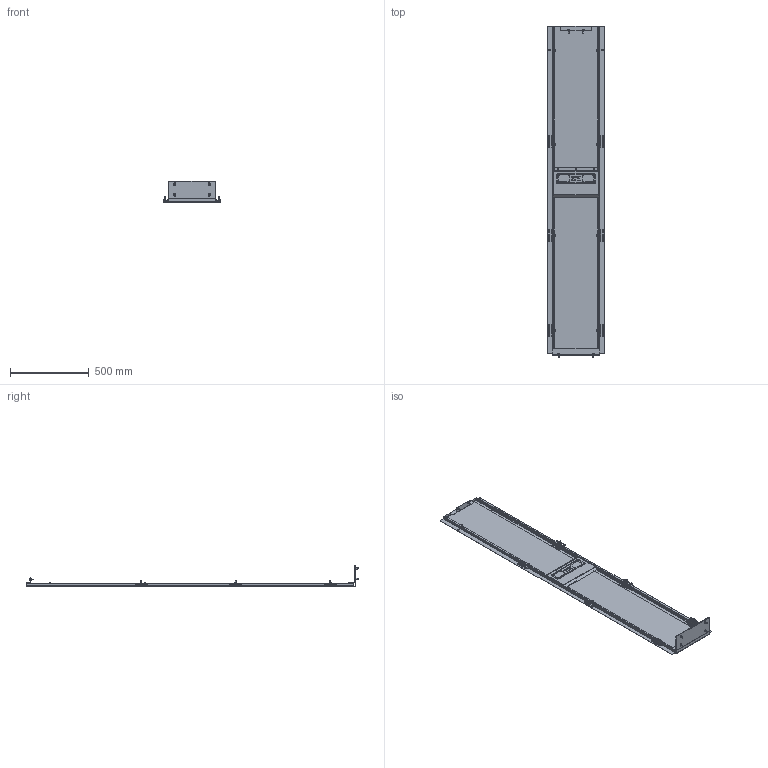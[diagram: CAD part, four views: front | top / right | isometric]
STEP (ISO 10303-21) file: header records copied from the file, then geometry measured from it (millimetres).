
FILE_DESCRIPTION (( 'STEP AP203' ), '1' );
FILE_NAME ('ITK DATAROW Ïàíåëü èçîë. ôð. 42U 300 ñåð..STEP', '2024-12-11T11:12:50', ( '' ), ( '' ), 'SwSTEP 2.0', 'SolidWorks 2022', '' );
FILE_SCHEMA (( 'CONFIG_CONTROL_DESIGN' ));
Length unit declared in the file: millimetre
Products named in the file (15): Болты с шестигранной головкой (повышенной точности) ГОСТ 7805_М8х20; Копия Лента уплотнительная самоклеющая УПСГ 2х15 мм^АГИЕ 282.02.00.000СБ_-03; АГИЕ 282.05.00.002_-04; АГИЕ 282.02.00.005; Копия Резьбовая заклепка потай^АГИЕ 282.02.01.000СБ_М6; АГИЕ 282.02.00.002_-08; Винт полусфера с прессшайбой DIN 967_M6х20; АГИЕ 282.05.00.003_-04; АГИЕ 282.02.00.000СБ_-04; АГИЕ 282.02.00.003_-00; АГИЕ 282.02.00.002_-09; АГИЕ 282.02.00.001_-04; Гайка DIN 934_М 6; АГИЕ 282.02.01.000СБ_-04; ITK DATAROW Панель изол. фр. 42U 300 сер.
Assembly tree (54 placements, depth 4):
  ITK DATAROW Панель изол. фр. 42U 300 сер.
    АГИЕ 282.02.00.000СБ_-04
      АГИЕ 282.02.01.000СБ_-04
        АГИЕ 282.02.00.001_-04
        Копия Резьбовая заклепка потай^АГИЕ 282.02.01.000СБ_М6  x10
      АГИЕ 282.05.00.002_-04
      АГИЕ 282.05.00.003_-04
      Копия Лента уплотнительная самоклеющая УПСГ 2х15 мм^АГИЕ 282.02.00.000СБ_-03  x2
    Болты с шестигранной головкой (повышенной точности) ГОСТ 7805_М8х20  x4
    Винт полусфера с прессшайбой DIN 967_M6х20  x16
    Гайка DIN 934_М 6  x6
    АГИЕ 282.02.00.002_-09
    АГИЕ 282.02.00.002_-08
    АГИЕ 282.02.00.003_-00  x3
    АГИЕ 282.02.00.005  x6
Bounding box: 360 x 2106.6 x 136.42 mm (x, y, z)
Volume: 1898413.8 mm3; surface area: 2862796.5 mm2
Topology: 52 solids, 52 shells, 2094 faces, 5228 edges, 3246 vertices
Faces by surface type: plane 978, cylinder 600, cone 284, torus 116, sphere 90, bspline 26
Entity records: 29543 total; most frequent: CARTESIAN_POINT 5041, DIRECTION 4900, ORIENTED_EDGE 4360, EDGE_CURVE 2180, AXIS2_PLACEMENT_3D 1847, VERTEX_POINT 1334, VECTOR 1206, LINE 1206
